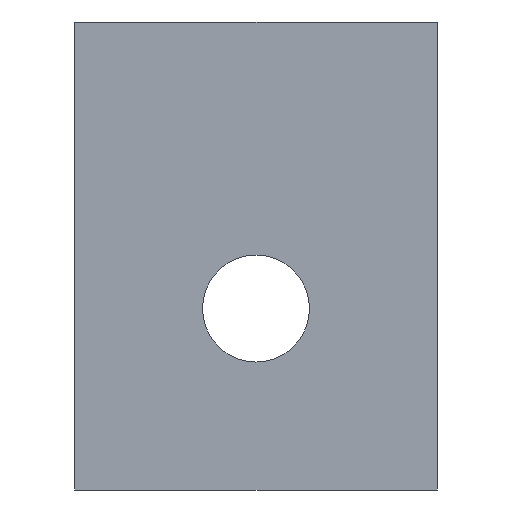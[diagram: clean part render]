
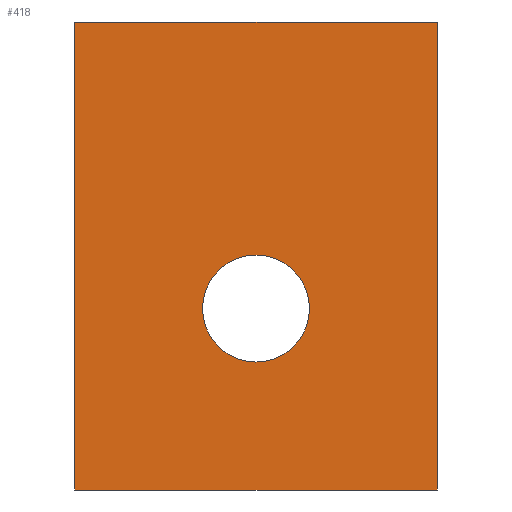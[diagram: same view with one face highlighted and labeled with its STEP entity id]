
A CAD part, left-side view. The second image highlights one B-rep face of the part: STEP entity #418.
In plain terms, the highlighted planar face has unit normal (-1, 0, 0).
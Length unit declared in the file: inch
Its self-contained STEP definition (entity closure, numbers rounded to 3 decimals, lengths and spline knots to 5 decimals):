
#3 = ORIENTED_EDGE ( 'NONE', *, *, #357, .F. ) ;
#12 = VECTOR ( 'NONE', #299, 39.37008 ) ;
#16 = FACE_OUTER_BOUND ( 'NONE', #358, .T. ) ;
#37 = VECTOR ( 'NONE', #62, 39.37008 ) ;
#39 = VERTEX_POINT ( 'NONE', #200 ) ;
#62 = DIRECTION ( 'NONE',  ( 0., -1., 0. ) ) ;
#67 = VERTEX_POINT ( 'NONE', #553 ) ;
#69 = EDGE_CURVE ( 'NONE', #416, #494, #391, .T. ) ;
#70 = VERTEX_POINT ( 'NONE', #136 ) ;
#84 = ORIENTED_EDGE ( 'NONE', *, *, #262, .F. ) ;
#87 = AXIS2_PLACEMENT_3D ( 'NONE', #445, #183, #269 ) ;
#93 = DIRECTION ( 'NONE',  ( -1., 0., 0. ) ) ;
#94 = VECTOR ( 'NONE', #401, 39.37008 ) ;
#99 = PLANE ( 'NONE',  #87 ) ;
#116 = ORIENTED_EDGE ( 'NONE', *, *, #329, .F. ) ;
#131 = FACE_BOUND ( 'NONE', #493, .T. ) ;
#136 = CARTESIAN_POINT ( 'NONE',  ( 0., -0.2375, -0.6125 ) ) ;
#138 = CARTESIAN_POINT ( 'NONE',  ( 0., -0.2375, -0.75 ) ) ;
#178 = CIRCLE ( 'NONE', #478, 0.07 ) ;
#183 = DIRECTION ( 'NONE',  ( 1., 0., 0. ) ) ;
#186 = ORIENTED_EDGE ( 'NONE', *, *, #446, .T. ) ;
#187 = DIRECTION ( 'NONE',  ( 0., 0., 1. ) ) ;
#200 = CARTESIAN_POINT ( 'NONE',  ( 0., 0., -0.305 ) ) ;
#205 = CARTESIAN_POINT ( 'NONE',  ( 0., -0.2375, 0. ) ) ;
#220 = LINE ( 'NONE', #297, #12 ) ;
#226 = AXIS2_PLACEMENT_3D ( 'NONE', #264, #93, #405 ) ;
#227 = DIRECTION ( 'NONE',  ( -1., 0., 0. ) ) ;
#262 = EDGE_CURVE ( 'NONE', #67, #416, #566, .T. ) ;
#264 = CARTESIAN_POINT ( 'NONE',  ( 0., 0., -0.375 ) ) ;
#269 = DIRECTION ( 'NONE',  ( 0., 0., -1. ) ) ;
#297 = CARTESIAN_POINT ( 'NONE',  ( 0., -0.2375, -0.6125 ) ) ;
#299 = DIRECTION ( 'NONE',  ( 0., 1., 0. ) ) ;
#308 = CARTESIAN_POINT ( 'NONE',  ( 0., 0.2375, 0. ) ) ;
#319 = EDGE_CURVE ( 'NONE', #70, #67, #220, .T. ) ;
#324 = VECTOR ( 'NONE', #569, 39.37008 ) ;
#329 = EDGE_CURVE ( 'NONE', #39, #461, #526, .T. ) ;
#357 = EDGE_CURVE ( 'NONE', #461, #39, #178, .T. ) ;
#358 = EDGE_LOOP ( 'NONE', ( #84, #536, #186, #450 ) ) ;
#382 = CARTESIAN_POINT ( 'NONE',  ( 0., 0., -0.445 ) ) ;
#389 = CARTESIAN_POINT ( 'NONE',  ( 0., 0.2375, -0.75 ) ) ;
#391 = LINE ( 'NONE', #545, #37 ) ;
#401 = DIRECTION ( 'NONE',  ( 0., 0., 1. ) ) ;
#405 = DIRECTION ( 'NONE',  ( 0., 0., 1. ) ) ;
#416 = VERTEX_POINT ( 'NONE', #308 ) ;
#418 = ADVANCED_FACE ( 'NONE', ( #131, #16 ), #99, .F. ) ;
#445 = CARTESIAN_POINT ( 'NONE',  ( 0., 0.2375, -0.75 ) ) ;
#446 = EDGE_CURVE ( 'NONE', #70, #494, #572, .T. ) ;
#450 = ORIENTED_EDGE ( 'NONE', *, *, #69, .F. ) ;
#461 = VERTEX_POINT ( 'NONE', #382 ) ;
#478 = AXIS2_PLACEMENT_3D ( 'NONE', #533, #227, #187 ) ;
#493 = EDGE_LOOP ( 'NONE', ( #3, #116 ) ) ;
#494 = VERTEX_POINT ( 'NONE', #205 ) ;
#526 = CIRCLE ( 'NONE', #226, 0.07 ) ;
#533 = CARTESIAN_POINT ( 'NONE',  ( 0., 0., -0.375 ) ) ;
#536 = ORIENTED_EDGE ( 'NONE', *, *, #319, .F. ) ;
#545 = CARTESIAN_POINT ( 'NONE',  ( 0., 0.2375, 0. ) ) ;
#553 = CARTESIAN_POINT ( 'NONE',  ( 0., 0.2375, -0.6125 ) ) ;
#566 = LINE ( 'NONE', #389, #324 ) ;
#569 = DIRECTION ( 'NONE',  ( 0., 0., 1. ) ) ;
#572 = LINE ( 'NONE', #138, #94 ) ;
